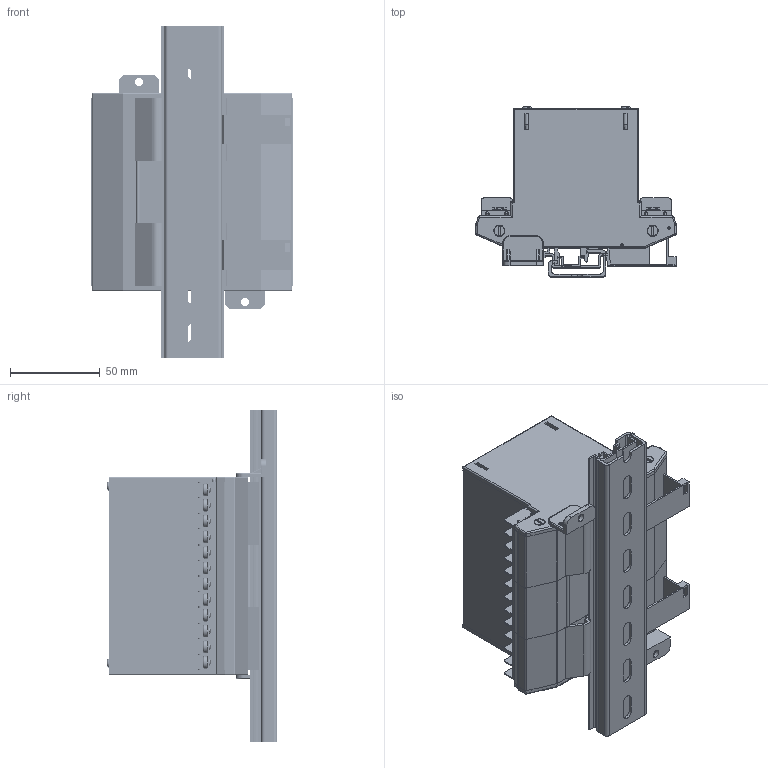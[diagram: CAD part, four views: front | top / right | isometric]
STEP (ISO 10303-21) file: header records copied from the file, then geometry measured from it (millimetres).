
FILE_DESCRIPTION (( 'STEP AP214' ), '1' );
FILE_NAME ('UE-105.STEP', '2022-01-17T12:22:30', ( '' ), ( '' ), 'SwSTEP 2.0', 'SolidWorks 2017', '' );
FILE_SCHEMA (( 'AUTOMOTIVE_DESIGN' ));
Length unit declared in the file: millimetre
Products named in the file (125): Terminal Screw; Terminal sheetmetal; Vertical PCB UE; Terminal Washer; Foot Piece; End Piece UE; Rail-G-105 Profile; Base PCB UE 105; Top cover 105; High Bracket UBRH; Spacer Piece; Pin 105 Solid; Top Cover Screw; End Plate Screw; Terminal Plastic; Horizontal PCB UE-105; Pin 105; Rail-35-105; UE-105; Rail-15-105; Terminal Block
Assembly tree (45 placements, depth 3):
  Terminal Screw
  Terminal Screw
  Terminal sheetmetal
  Terminal sheetmetal
  Vertical PCB UE
Bounding box: 112.5 x 94.93 x 185 mm (x, y, z)
Volume: 223827.7 mm3; surface area: 292199.4 mm2
Topology: 104 solids, 104 shells, 5462 faces, 14500 edges, 9280 vertices
Faces by surface type: plane 3265, cylinder 1873, torus 156, cone 124, sphere 28, bspline 16
Entity records: 49668 total; most frequent: CARTESIAN_POINT 8950, DIRECTION 8084, ORIENTED_EDGE 8046, EDGE_CURVE 4023, LINE 2778, VECTOR 2778, AXIS2_PLACEMENT_3D 2653, VERTEX_POINT 2619
